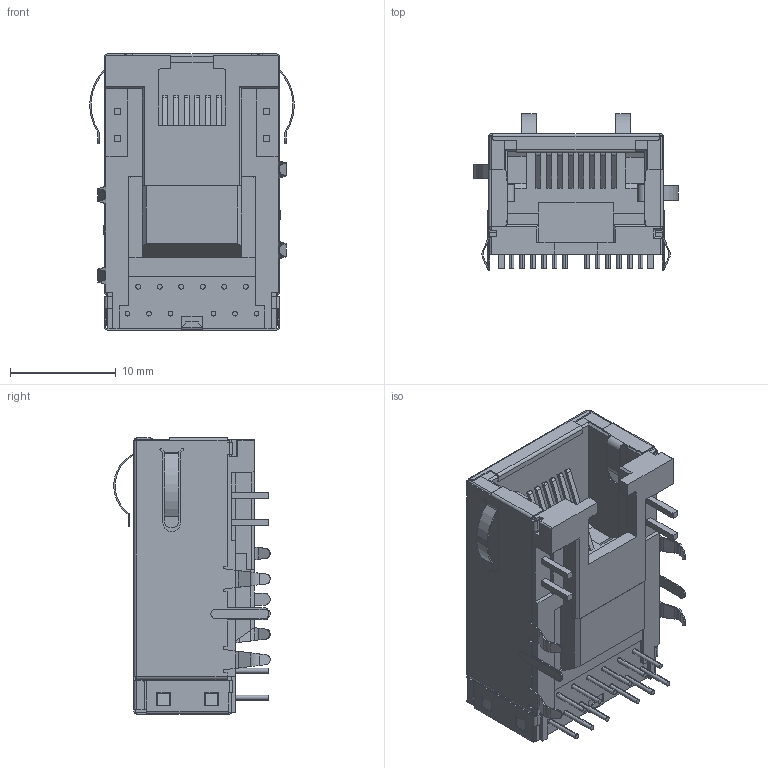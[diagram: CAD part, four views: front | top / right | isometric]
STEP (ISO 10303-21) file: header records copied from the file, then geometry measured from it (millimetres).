
FILE_DESCRIPTION (( 'STEP AP214' ), '1' );
FILE_NAME ('L834-1G1T-S7.STEP', '2020-09-01T01:35:18', ( '' ), ( '' ), 'SwSTEP 2.0', 'SolidWorks 2017', '' );
FILE_SCHEMA (( 'AUTOMOTIVE_DESIGN' ));
Length unit declared in the file: inch
Products named in the file (1): L834-1G1T-S7
Bounding box: 19.29 x 14.75 x 26.06 mm (x, y, z)
Volume: 3194 mm3; surface area: 4828.1 mm2
Topology: 28 solids, 28 shells, 766 faces, 1945 edges, 1237 vertices
Faces by surface type: plane 561, cylinder 203, sphere 2
Entity records: 26101 total; most frequent: CARTESIAN_POINT 4133, ORIENTED_EDGE 3886, DIRECTION 3761, EDGE_CURVE 1943, LINE 1535, VECTOR 1535, VERTEX_POINT 1237, AXIS2_PLACEMENT_3D 1113
